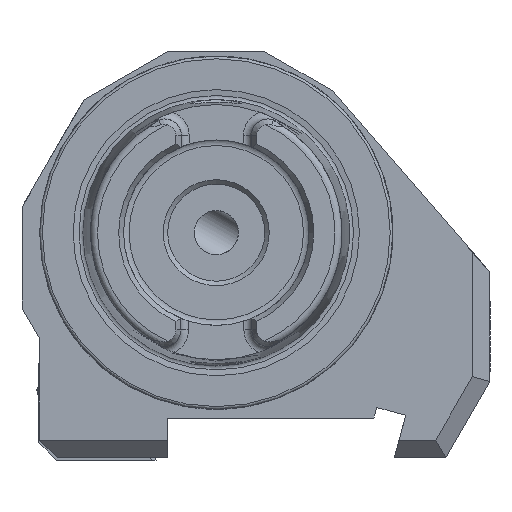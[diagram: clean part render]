
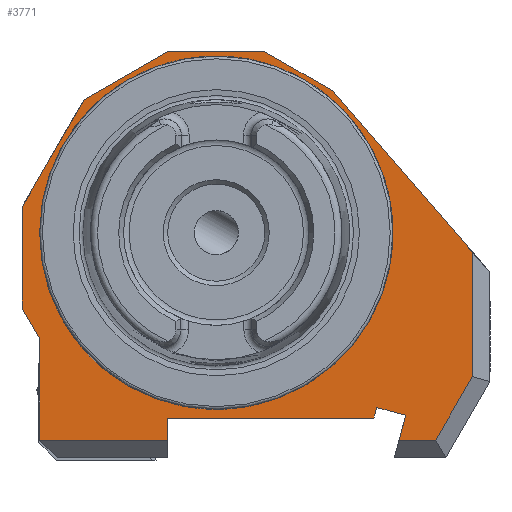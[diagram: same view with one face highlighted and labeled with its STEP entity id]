
A CAD part, left-side view. The second image highlights one B-rep face of the part: STEP entity #3771.
In plain terms, the highlighted planar face has unit normal (-1, 0, 0).
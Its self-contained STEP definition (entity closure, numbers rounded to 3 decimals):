
#118 = CARTESIAN_POINT ( 'NONE',  ( 35., 22., 2.895 ) ) ;
#226 = VERTEX_POINT ( 'NONE', #1136 ) ;
#232 = DIRECTION ( 'NONE',  ( 0., 0., -1. ) ) ;
#300 = CARTESIAN_POINT ( 'NONE',  ( 35., -29., -4.5 ) ) ;
#322 = DIRECTION ( 'NONE',  ( 0., 0.966, 0.259 ) ) ;
#382 = LINE ( 'NONE', #300, #10000 ) ;
#593 = ORIENTED_EDGE ( 'NONE', *, *, #1208, .T. ) ;
#651 = EDGE_CURVE ( 'NONE', #4584, #11594, #9243, .T. ) ;
#661 = ORIENTED_EDGE ( 'NONE', *, *, #651, .F. ) ;
#892 = ORIENTED_EDGE ( 'NONE', *, *, #9096, .F. ) ;
#1054 = LINE ( 'NONE', #13150, #9052 ) ;
#1136 = CARTESIAN_POINT ( 'NONE',  ( 35., 0., -17.5 ) ) ;
#1199 = CARTESIAN_POINT ( 'NONE',  ( 35., 5.5, -21. ) ) ;
#1208 = EDGE_CURVE ( 'NONE', #226, #226, #4176, .T. ) ;
#1287 = DIRECTION ( 'NONE',  ( 0., -0.259, 0.966 ) ) ;
#1360 = VERTEX_POINT ( 'NONE', #6003 ) ;
#1503 = EDGE_CURVE ( 'NONE', #2382, #11594, #8010, .T. ) ;
#1519 = VECTOR ( 'NONE', #2228, 1000. ) ;
#1652 = VECTOR ( 'NONE', #10465, 1000. ) ;
#1732 = CARTESIAN_POINT ( 'NONE',  ( 35., -13.243, 16.026 ) ) ;
#1758 = ORIENTED_EDGE ( 'NONE', *, *, #6198, .F. ) ;
#1803 = VERTEX_POINT ( 'NONE', #3602 ) ;
#1868 = CARTESIAN_POINT ( 'NONE',  ( 35., 5.5, -23.5 ) ) ;
#1957 = VERTEX_POINT ( 'NONE', #13391 ) ;
#2002 = VERTEX_POINT ( 'NONE', #5458 ) ;
#2228 = DIRECTION ( 'NONE',  ( 0., -0.5, 0.866 ) ) ;
#2239 = VECTOR ( 'NONE', #11789, 1000. ) ;
#2247 = ORIENTED_EDGE ( 'NONE', *, *, #3439, .F. ) ;
#2284 = EDGE_CURVE ( 'NONE', #13012, #11461, #11599, .T. ) ;
#2353 = LINE ( 'NONE', #7577, #13097 ) ;
#2382 = VERTEX_POINT ( 'NONE', #2714 ) ;
#2475 = EDGE_CURVE ( 'NONE', #10506, #12408, #10148, .T. ) ;
#2483 = DIRECTION ( 'NONE',  ( 0., -1., 0. ) ) ;
#2562 = EDGE_CURVE ( 'NONE', #1360, #10093, #382, .T. ) ;
#2653 = LINE ( 'NONE', #12610, #1652 ) ;
#2714 = CARTESIAN_POINT ( 'NONE',  ( 35., 20., -23.5 ) ) ;
#2994 = LINE ( 'NONE', #9176, #9199 ) ;
#3073 = LINE ( 'NONE', #9627, #11202 ) ;
#3087 = CARTESIAN_POINT ( 'NONE',  ( 35., 5.5, -23.5 ) ) ;
#3093 = DIRECTION ( 'NONE',  ( 0., -0.654, -0.756 ) ) ;
#3170 = EDGE_CURVE ( 'NONE', #2382, #2002, #2653, .T. ) ;
#3278 = CARTESIAN_POINT ( 'NONE',  ( 35., 22., -8.536 ) ) ;
#3434 = AXIS2_PLACEMENT_3D ( 'NONE', #13363, #12454, #8375 ) ;
#3439 = EDGE_CURVE ( 'NONE', #2002, #6161, #6064, .T. ) ;
#3496 = CARTESIAN_POINT ( 'NONE',  ( 35., -21.737, -6.494 ) ) ;
#3549 = VECTOR ( 'NONE', #3551, 1000. ) ;
#3551 = DIRECTION ( 'NONE',  ( 0., 0., -1. ) ) ;
#3602 = CARTESIAN_POINT ( 'NONE',  ( 35., -21.459, -20.67 ) ) ;
#3661 = DIRECTION ( 'NONE',  ( 0., -1., 0. ) ) ;
#3713 = CARTESIAN_POINT ( 'NONE',  ( 35., 20.821, -10.578 ) ) ;
#3771 = ADVANCED_FACE ( 'NONE', ( #5476, #5631 ), #11449, .F. ) ;
#3850 = LINE ( 'NONE', #9935, #12114 ) ;
#3857 = ORIENTED_EDGE ( 'NONE', *, *, #2562, .T. ) ;
#3966 = ORIENTED_EDGE ( 'NONE', *, *, #9613, .F. ) ;
#4176 = CIRCLE ( 'NONE', #12578, 17.5 ) ;
#4262 = CARTESIAN_POINT ( 'NONE',  ( 35., -29.268, -15.84 ) ) ;
#4509 = CARTESIAN_POINT ( 'NONE',  ( 35., 5.5, 0. ) ) ;
#4584 = VERTEX_POINT ( 'NONE', #1199 ) ;
#4666 = LINE ( 'NONE', #3496, #10505 ) ;
#4752 = DIRECTION ( 'NONE',  ( 0., 0.5, 0.866 ) ) ;
#4793 = DIRECTION ( 'NONE',  ( 0., 0., 1. ) ) ;
#4823 = LINE ( 'NONE', #5492, #10811 ) ;
#4983 = ORIENTED_EDGE ( 'NONE', *, *, #3170, .F. ) ;
#5255 = VERTEX_POINT ( 'NONE', #118 ) ;
#5458 = CARTESIAN_POINT ( 'NONE',  ( 35., 20., -12. ) ) ;
#5476 = FACE_BOUND ( 'NONE', #5526, .T. ) ;
#5492 = CARTESIAN_POINT ( 'NONE',  ( 35., 6.063, -13.296 ) ) ;
#5526 = EDGE_LOOP ( 'NONE', ( #593 ) ) ;
#5631 = FACE_OUTER_BOUND ( 'NONE', #10323, .T. ) ;
#5672 = ORIENTED_EDGE ( 'NONE', *, *, #5983, .F. ) ;
#5729 = EDGE_CURVE ( 'NONE', #10551, #6956, #2994, .T. ) ;
#5983 = EDGE_CURVE ( 'NONE', #6956, #10093, #2353, .T. ) ;
#6003 = CARTESIAN_POINT ( 'NONE',  ( 35., -29., -16.304 ) ) ;
#6064 = LINE ( 'NONE', #3713, #13374 ) ;
#6161 = VERTEX_POINT ( 'NONE', #3278 ) ;
#6198 = EDGE_CURVE ( 'NONE', #5255, #10506, #9185, .T. ) ;
#6376 = VECTOR ( 'NONE', #8325, 1000. ) ;
#6623 = CARTESIAN_POINT ( 'NONE',  ( 35., -26., -23.5 ) ) ;
#6956 = VERTEX_POINT ( 'NONE', #1732 ) ;
#7353 = ORIENTED_EDGE ( 'NONE', *, *, #2475, .F. ) ;
#7410 = DIRECTION ( 'NONE',  ( 0., -0.866, 0.5 ) ) ;
#7485 = ORIENTED_EDGE ( 'NONE', *, *, #12840, .F. ) ;
#7546 = DIRECTION ( 'NONE',  ( 0., 0., 1. ) ) ;
#7577 = CARTESIAN_POINT ( 'NONE',  ( 35., -14.433, 14.649 ) ) ;
#7979 = CARTESIAN_POINT ( 'NONE',  ( 35., -24.845, -23.5 ) ) ;
#8010 = LINE ( 'NONE', #3087, #6376 ) ;
#8197 = CARTESIAN_POINT ( 'NONE',  ( 35., -29., -2.188 ) ) ;
#8325 = DIRECTION ( 'NONE',  ( 0., -1., 0. ) ) ;
#8347 = LINE ( 'NONE', #9757, #2239 ) ;
#8375 = DIRECTION ( 'NONE',  ( 0., 0., -1. ) ) ;
#8575 = EDGE_CURVE ( 'NONE', #1803, #1957, #4823, .T. ) ;
#8911 = ORIENTED_EDGE ( 'NONE', *, *, #8575, .F. ) ;
#8937 = ORIENTED_EDGE ( 'NONE', *, *, #13356, .F. ) ;
#9052 = VECTOR ( 'NONE', #3661, 1000. ) ;
#9096 = EDGE_CURVE ( 'NONE', #13012, #1803, #3073, .T. ) ;
#9176 = CARTESIAN_POINT ( 'NONE',  ( 35., -8.375, 18.836 ) ) ;
#9185 = LINE ( 'NONE', #11732, #1519 ) ;
#9199 = VECTOR ( 'NONE', #9268, 1000. ) ;
#9218 = CARTESIAN_POINT ( 'NONE',  ( 35., -5.493, 20.5 ) ) ;
#9243 = LINE ( 'NONE', #4509, #3549 ) ;
#9268 = DIRECTION ( 'NONE',  ( 0., -0.866, -0.5 ) ) ;
#9613 = EDGE_CURVE ( 'NONE', #10539, #4584, #8347, .T. ) ;
#9627 = CARTESIAN_POINT ( 'NONE',  ( 35., -25.021, -7.374 ) ) ;
#9757 = CARTESIAN_POINT ( 'NONE',  ( 35., 2.5, -21. ) ) ;
#9935 = CARTESIAN_POINT ( 'NONE',  ( 35., 22., 0. ) ) ;
#10000 = VECTOR ( 'NONE', #7546, 1000. ) ;
#10069 = ORIENTED_EDGE ( 'NONE', *, *, #2284, .T. ) ;
#10093 = VERTEX_POINT ( 'NONE', #8197 ) ;
#10148 = LINE ( 'NONE', #11677, #11437 ) ;
#10254 = CARTESIAN_POINT ( 'NONE',  ( 35., -17.85, -21. ) ) ;
#10323 = EDGE_LOOP ( 'NONE', ( #4983, #12147, #661, #3966, #7485, #8911, #892, #10069, #12271, #3857, #5672, #10886, #12687, #7353, #1758, #8937, #2247 ) ) ;
#10450 = CARTESIAN_POINT ( 'NONE',  ( 35., 5.493, 20.5 ) ) ;
#10463 = VECTOR ( 'NONE', #2483, 1000. ) ;
#10465 = DIRECTION ( 'NONE',  ( 0., 0., 1. ) ) ;
#10505 = VECTOR ( 'NONE', #10621, 1000. ) ;
#10506 = VERTEX_POINT ( 'NONE', #11284 ) ;
#10539 = VERTEX_POINT ( 'NONE', #10254 ) ;
#10551 = VERTEX_POINT ( 'NONE', #9218 ) ;
#10621 = DIRECTION ( 'NONE',  ( 0., 0.259, -0.966 ) ) ;
#10685 = LINE ( 'NONE', #4262, #13461 ) ;
#10811 = VECTOR ( 'NONE', #322, 1000. ) ;
#10840 = CARTESIAN_POINT ( 'NONE',  ( 35., -20.7, -23.5 ) ) ;
#10886 = ORIENTED_EDGE ( 'NONE', *, *, #5729, .F. ) ;
#11067 = EDGE_CURVE ( 'NONE', #11461, #1360, #10685, .T. ) ;
#11202 = VECTOR ( 'NONE', #1287, 1000. ) ;
#11284 = CARTESIAN_POINT ( 'NONE',  ( 35., 15.007, 15.007 ) ) ;
#11437 = VECTOR ( 'NONE', #7410, 1000. ) ;
#11449 = PLANE ( 'NONE',  #3434 ) ;
#11461 = VERTEX_POINT ( 'NONE', #7979 ) ;
#11594 = VERTEX_POINT ( 'NONE', #1868 ) ;
#11599 = LINE ( 'NONE', #6623, #10463 ) ;
#11614 = DIRECTION ( 'NONE',  ( 0., -0.5, 0.866 ) ) ;
#11677 = CARTESIAN_POINT ( 'NONE',  ( 35., 12.125, 16.671 ) ) ;
#11732 = CARTESIAN_POINT ( 'NONE',  ( 35., 18.379, 9.167 ) ) ;
#11789 = DIRECTION ( 'NONE',  ( 0., 1., 0. ) ) ;
#12114 = VECTOR ( 'NONE', #4793, 1000. ) ;
#12147 = ORIENTED_EDGE ( 'NONE', *, *, #1503, .T. ) ;
#12271 = ORIENTED_EDGE ( 'NONE', *, *, #11067, .T. ) ;
#12408 = VERTEX_POINT ( 'NONE', #10450 ) ;
#12454 = DIRECTION ( 'NONE',  ( 1., 0., 0. ) ) ;
#12578 = AXIS2_PLACEMENT_3D ( 'NONE', #12851, #12807, #232 ) ;
#12610 = CARTESIAN_POINT ( 'NONE',  ( 35., 20., 0. ) ) ;
#12687 = ORIENTED_EDGE ( 'NONE', *, *, #13357, .F. ) ;
#12807 = DIRECTION ( 'NONE',  ( 1., 0., 0. ) ) ;
#12840 = EDGE_CURVE ( 'NONE', #1957, #10539, #4666, .T. ) ;
#12851 = CARTESIAN_POINT ( 'NONE',  ( 35., 0., 0. ) ) ;
#13012 = VERTEX_POINT ( 'NONE', #10840 ) ;
#13097 = VECTOR ( 'NONE', #3093, 1000. ) ;
#13150 = CARTESIAN_POINT ( 'NONE',  ( 35., 2.5, 20.5 ) ) ;
#13356 = EDGE_CURVE ( 'NONE', #6161, #5255, #3850, .T. ) ;
#13357 = EDGE_CURVE ( 'NONE', #12408, #10551, #1054, .T. ) ;
#13363 = CARTESIAN_POINT ( 'NONE',  ( 35., 2.5, 0. ) ) ;
#13374 = VECTOR ( 'NONE', #4752, 1000. ) ;
#13391 = CARTESIAN_POINT ( 'NONE',  ( 35., -18.174, -19.79 ) ) ;
#13461 = VECTOR ( 'NONE', #11614, 1000. ) ;
